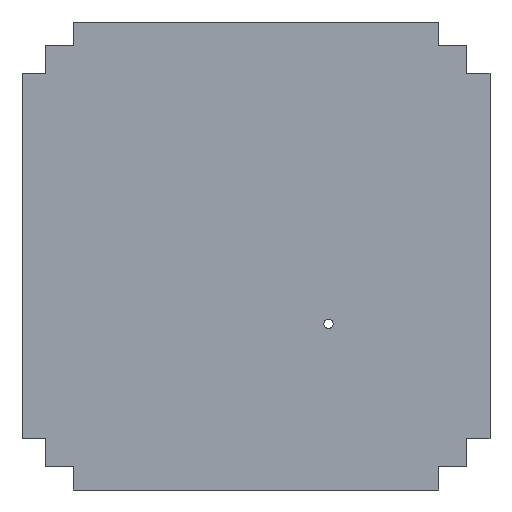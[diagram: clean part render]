
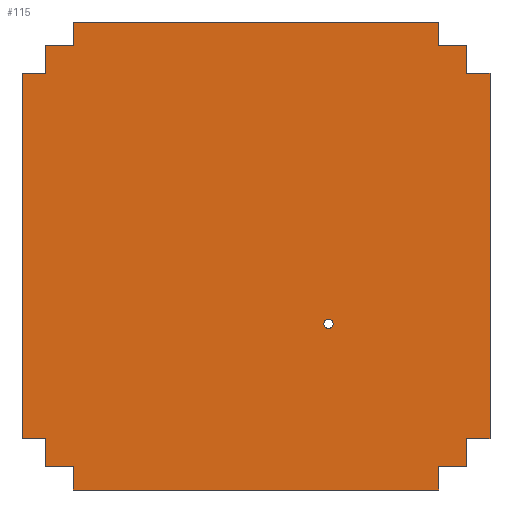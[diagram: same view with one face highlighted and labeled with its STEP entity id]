
A CAD part, front view. The second image highlights one B-rep face of the part: STEP entity #115.
In plain terms, the highlighted planar face has unit normal (0, -1, 0).
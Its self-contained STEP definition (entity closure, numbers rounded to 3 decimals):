
#115=ADVANCED_FACE('',(#584,#586),#588,.F.);
#584=FACE_BOUND('',#585,.T.);
#585=EDGE_LOOP('',(#1026,#1027,#1028,#1029,#1030,#1031,#1032,#1033,#1034,#1035,#1036,
#1037,#1038,#1039,#1040,#1041,#1042,#1043,#1044,#1045));
#586=FACE_BOUND('',#587,.T.);
#587=EDGE_LOOP('',(#1046));
#588=PLANE('',#589);
#589=AXIS2_PLACEMENT_3D('',#590,#591,#592);
#590=CARTESIAN_POINT('',(0.,0.,0.));
#591=DIRECTION('',(0.,1.,0.));
#592=DIRECTION('',(0.,0.,-1.));
#1026=ORIENTED_EDGE('',*,*,#1231,.F.);
#1027=ORIENTED_EDGE('',*,*,#1229,.F.);
#1028=ORIENTED_EDGE('',*,*,#1227,.F.);
#1029=ORIENTED_EDGE('',*,*,#1225,.F.);
#1030=ORIENTED_EDGE('',*,*,#1223,.F.);
#1031=ORIENTED_EDGE('',*,*,#1221,.F.);
#1032=ORIENTED_EDGE('',*,*,#1219,.F.);
#1033=ORIENTED_EDGE('',*,*,#1217,.F.);
#1034=ORIENTED_EDGE('',*,*,#1215,.F.);
#1035=ORIENTED_EDGE('',*,*,#1213,.F.);
#1036=ORIENTED_EDGE('',*,*,#1211,.F.);
#1037=ORIENTED_EDGE('',*,*,#1209,.F.);
#1038=ORIENTED_EDGE('',*,*,#1207,.F.);
#1039=ORIENTED_EDGE('',*,*,#1205,.F.);
#1040=ORIENTED_EDGE('',*,*,#1203,.F.);
#1041=ORIENTED_EDGE('',*,*,#1201,.F.);
#1042=ORIENTED_EDGE('',*,*,#1199,.F.);
#1043=ORIENTED_EDGE('',*,*,#1197,.F.);
#1044=ORIENTED_EDGE('',*,*,#1195,.F.);
#1045=ORIENTED_EDGE('',*,*,#1192,.F.);
#1046=ORIENTED_EDGE('',*,*,#1308,.T.);
#1192=EDGE_CURVE('',#1475,#1476,#1477,.T.);
#1195=EDGE_CURVE('',#1476,#1480,#1481,.T.);
#1197=EDGE_CURVE('',#1480,#1483,#1484,.T.);
#1199=EDGE_CURVE('',#1483,#1486,#1487,.T.);
#1201=EDGE_CURVE('',#1486,#1489,#1490,.T.);
#1203=EDGE_CURVE('',#1489,#1492,#1493,.T.);
#1205=EDGE_CURVE('',#1492,#1495,#1496,.T.);
#1207=EDGE_CURVE('',#1495,#1498,#1499,.T.);
#1209=EDGE_CURVE('',#1498,#1501,#1502,.T.);
#1211=EDGE_CURVE('',#1501,#1504,#1505,.T.);
#1213=EDGE_CURVE('',#1504,#1507,#1508,.T.);
#1215=EDGE_CURVE('',#1507,#1510,#1511,.T.);
#1217=EDGE_CURVE('',#1510,#1513,#1514,.T.);
#1219=EDGE_CURVE('',#1513,#1516,#1517,.T.);
#1221=EDGE_CURVE('',#1516,#1519,#1520,.T.);
#1223=EDGE_CURVE('',#1519,#1522,#1523,.T.);
#1225=EDGE_CURVE('',#1522,#1525,#1526,.T.);
#1227=EDGE_CURVE('',#1525,#1528,#1529,.T.);
#1229=EDGE_CURVE('',#1528,#1531,#1532,.T.);
#1231=EDGE_CURVE('',#1531,#1475,#1534,.T.);
#1308=EDGE_CURVE('',#1651,#1651,#1652,.T.);
#1475=VERTEX_POINT('',#1998);
#1476=VERTEX_POINT('',#1999);
#1477=LINE('',#2000,#2001);
#1480=VERTEX_POINT('',#2009);
#1481=LINE('',#2010,#2011);
#1483=VERTEX_POINT('',#2016);
#1484=LINE('',#2017,#2018);
#1486=VERTEX_POINT('',#2023);
#1487=LINE('',#2024,#2025);
#1489=VERTEX_POINT('',#2030);
#1490=LINE('',#2031,#2032);
#1492=VERTEX_POINT('',#2037);
#1493=LINE('',#2038,#2039);
#1495=VERTEX_POINT('',#2044);
#1496=LINE('',#2045,#2046);
#1498=VERTEX_POINT('',#2051);
#1499=LINE('',#2052,#2053);
#1501=VERTEX_POINT('',#2058);
#1502=LINE('',#2059,#2060);
#1504=VERTEX_POINT('',#2065);
#1505=LINE('',#2066,#2067);
#1507=VERTEX_POINT('',#2072);
#1508=LINE('',#2073,#2074);
#1510=VERTEX_POINT('',#2079);
#1511=LINE('',#2080,#2081);
#1513=VERTEX_POINT('',#2086);
#1514=LINE('',#2087,#2088);
#1516=VERTEX_POINT('',#2093);
#1517=LINE('',#2094,#2095);
#1519=VERTEX_POINT('',#2100);
#1520=LINE('',#2101,#2102);
#1522=VERTEX_POINT('',#2107);
#1523=LINE('',#2108,#2109);
#1525=VERTEX_POINT('',#2114);
#1526=LINE('',#2115,#2116);
#1528=VERTEX_POINT('',#2121);
#1529=LINE('',#2122,#2123);
#1531=VERTEX_POINT('',#2128);
#1532=LINE('',#2129,#2130);
#1534=LINE('',#2135,#2136);
#1651=VERTEX_POINT('',#2406);
#1652=CIRCLE('',#2407,1.);
#1998=CARTESIAN_POINT('',(39.,0.,-45.));
#1999=CARTESIAN_POINT('',(39.,0.,-50.));
#2000=CARTESIAN_POINT('',(39.,0.,-45.));
#2001=VECTOR('',#2002,1.);
#2002=DIRECTION('',(0.,0.,-1.));
#2009=CARTESIAN_POINT('',(-39.,0.,-50.));
#2010=CARTESIAN_POINT('',(39.,0.,-50.));
#2011=VECTOR('',#2012,1.);
#2012=DIRECTION('',(-1.,0.,0.));
#2016=CARTESIAN_POINT('',(-39.,0.,-45.));
#2017=CARTESIAN_POINT('',(-39.,0.,-50.));
#2018=VECTOR('',#2019,1.);
#2019=DIRECTION('',(0.,0.,1.));
#2023=CARTESIAN_POINT('',(-45.,0.,-45.));
#2024=CARTESIAN_POINT('',(-39.,0.,-45.));
#2025=VECTOR('',#2026,1.);
#2026=DIRECTION('',(-1.,0.,0.));
#2030=CARTESIAN_POINT('',(-45.,0.,-39.));
#2031=CARTESIAN_POINT('',(-45.,0.,-45.));
#2032=VECTOR('',#2033,1.);
#2033=DIRECTION('',(0.,0.,1.));
#2037=CARTESIAN_POINT('',(-50.,0.,-39.));
#2038=CARTESIAN_POINT('',(-45.,0.,-39.));
#2039=VECTOR('',#2040,1.);
#2040=DIRECTION('',(-1.,0.,0.));
#2044=CARTESIAN_POINT('',(-50.,0.,39.));
#2045=CARTESIAN_POINT('',(-50.,0.,-39.));
#2046=VECTOR('',#2047,1.);
#2047=DIRECTION('',(0.,0.,1.));
#2051=CARTESIAN_POINT('',(-45.,0.,39.));
#2052=CARTESIAN_POINT('',(-50.,0.,39.));
#2053=VECTOR('',#2054,1.);
#2054=DIRECTION('',(1.,0.,0.));
#2058=CARTESIAN_POINT('',(-45.,0.,45.));
#2059=CARTESIAN_POINT('',(-45.,0.,39.));
#2060=VECTOR('',#2061,1.);
#2061=DIRECTION('',(0.,0.,1.));
#2065=CARTESIAN_POINT('',(-39.,0.,45.));
#2066=CARTESIAN_POINT('',(-45.,0.,45.));
#2067=VECTOR('',#2068,1.);
#2068=DIRECTION('',(1.,0.,0.));
#2072=CARTESIAN_POINT('',(-39.,0.,50.));
#2073=CARTESIAN_POINT('',(-39.,0.,45.));
#2074=VECTOR('',#2075,1.);
#2075=DIRECTION('',(0.,0.,1.));
#2079=CARTESIAN_POINT('',(39.,0.,50.));
#2080=CARTESIAN_POINT('',(-39.,0.,50.));
#2081=VECTOR('',#2082,1.);
#2082=DIRECTION('',(1.,0.,0.));
#2086=CARTESIAN_POINT('',(39.,0.,45.));
#2087=CARTESIAN_POINT('',(39.,0.,50.));
#2088=VECTOR('',#2089,1.);
#2089=DIRECTION('',(0.,0.,-1.));
#2093=CARTESIAN_POINT('',(45.,0.,45.));
#2094=CARTESIAN_POINT('',(39.,0.,45.));
#2095=VECTOR('',#2096,1.);
#2096=DIRECTION('',(1.,0.,0.));
#2100=CARTESIAN_POINT('',(45.,0.,39.));
#2101=CARTESIAN_POINT('',(45.,0.,45.));
#2102=VECTOR('',#2103,1.);
#2103=DIRECTION('',(0.,0.,-1.));
#2107=CARTESIAN_POINT('',(50.,0.,39.));
#2108=CARTESIAN_POINT('',(45.,0.,39.));
#2109=VECTOR('',#2110,1.);
#2110=DIRECTION('',(1.,0.,0.));
#2114=CARTESIAN_POINT('',(50.,0.,-39.));
#2115=CARTESIAN_POINT('',(50.,0.,39.));
#2116=VECTOR('',#2117,1.);
#2117=DIRECTION('',(0.,0.,-1.));
#2121=CARTESIAN_POINT('',(45.,0.,-39.));
#2122=CARTESIAN_POINT('',(50.,0.,-39.));
#2123=VECTOR('',#2124,1.);
#2124=DIRECTION('',(-1.,0.,0.));
#2128=CARTESIAN_POINT('',(45.,0.,-45.));
#2129=CARTESIAN_POINT('',(45.,0.,-39.));
#2130=VECTOR('',#2131,1.);
#2131=DIRECTION('',(0.,0.,-1.));
#2135=CARTESIAN_POINT('',(45.,0.,-45.));
#2136=VECTOR('',#2137,1.);
#2137=DIRECTION('',(-1.,0.,0.));
#2406=CARTESIAN_POINT('',(15.5,0.,-13.5));
#2407=AXIS2_PLACEMENT_3D('',#2408,#2409,#2410);
#2408=CARTESIAN_POINT('',(15.5,0.,-14.5));
#2409=DIRECTION('',(0.,1.,0.));
#2410=DIRECTION('',(0.,0.,1.));
